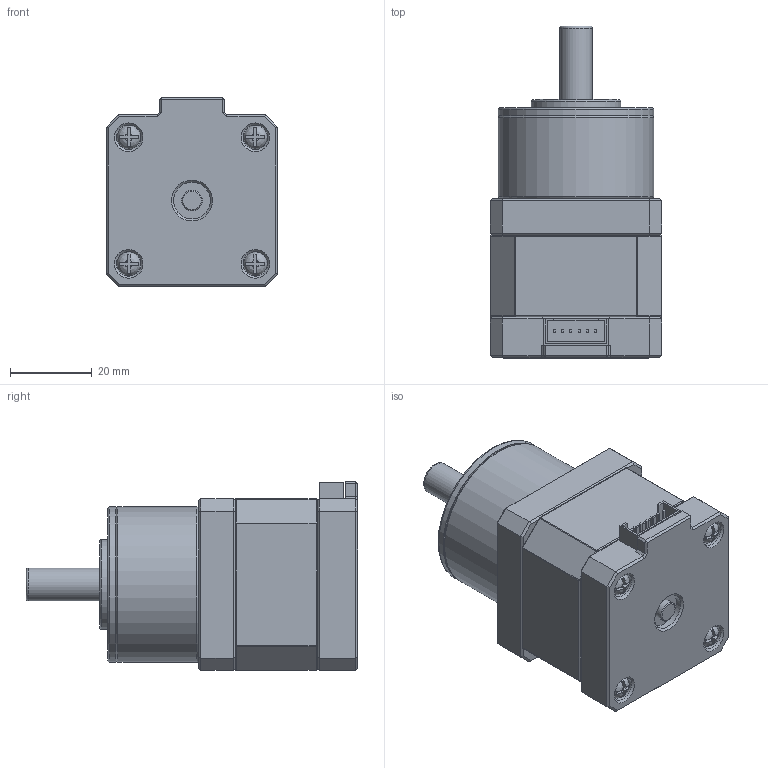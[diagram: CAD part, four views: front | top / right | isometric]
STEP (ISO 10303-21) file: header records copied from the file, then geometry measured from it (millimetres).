
FILE_DESCRIPTION(/* description */ (''),/* implementation_level */ '2;1');
FILE_NAME(/* name */ 'NEMA17_Geard.step',/* time_stamp */ '2020-10-06T04:14:17+09:00',/* author */ (''),/* organization */ (''),/* preprocessor_version */ 'ST-DEVELOPER v18.1',/* originating_system */ 'Autodesk Translation Framework v9.3.0.1241',/* authorisation */ '');
FILE_SCHEMA (('AUTOMOTIVE_DESIGN { 1 0 10303 214 3 1 1 }'));
Length unit declared in the file: millimetre
Products named in the file (18): Assem Trino600 v6_NT Extruder Beta for Trino; Nema17 Geared Stepper Mortor; Nema17 Geared Stepper Mortor (1); Nema17 Geared Stepper Mortor (2); Nema17 Geared Stepper Mortor (3); Nema17 Geared Stepper Mortor (4); Nema17 Geared Stepper Mortor (5); Nema17 Geared Stepper Mortor (6); Nema17 Geared Stepper Mortor (7); Nema17 Geared Stepper Mortor (8); Nema17 Geared Stepper Mortor (9); Nema17 Geared Stepper Mortor (10); Nema17 Geared Stepper Mortor (11); Nema17 Geared Stepper Mortor (12); Nema17 Geared Stepper Mortor (13); Nema17 Geared Stepper Mortor (14); Nema17 Geared Stepper Mortor (15); Nema17 Geared Stepper Mortor (16)
Assembly tree (17 placements, depth 2):
  Assem Trino600 v6_NT Extruder Beta for Trino
    Nema17 Geared Stepper Mortor
    Nema17 Geared Stepper Mortor (1)
    Nema17 Geared Stepper Mortor (2)
    Nema17 Geared Stepper Mortor (3)
    Nema17 Geared Stepper Mortor (4)
    Nema17 Geared Stepper Mortor (5)
    Nema17 Geared Stepper Mortor (6)
    Nema17 Geared Stepper Mortor (7)
    Nema17 Geared Stepper Mortor (8)
    Nema17 Geared Stepper Mortor (9)
    Nema17 Geared Stepper Mortor (10)
    Nema17 Geared Stepper Mortor (11)
    Nema17 Geared Stepper Mortor (12)
    Nema17 Geared Stepper Mortor (13)
    Nema17 Geared Stepper Mortor (14)
    Nema17 Geared Stepper Mortor (15)
    Nema17 Geared Stepper Mortor (16)
Bounding box: 42 x 81.26 x 46.2 mm (x, y, z)
Volume: 93910.8 mm3; surface area: 28339.1 mm2
Topology: 17 solids, 17 shells, 330 faces, 751 edges, 461 vertices
Faces by surface type: plane 228, cylinder 62, sphere 16, cone 12, torus 8, bspline 4
Full cylindrical faces by diameter (mm): 3 x21, 5 x1, 5.8 x4, 6 x4, 8 x1, 9 x2, 10 x1, 22 x2, 38 x2
Entity records: 9988 total; most frequent: CARTESIAN_POINT 1989, DIRECTION 1592, ORIENTED_EDGE 1486, EDGE_CURVE 743, AXIS2_PLACEMENT_3D 544, LINE 504, VECTOR 504, VERTEX_POINT 461
